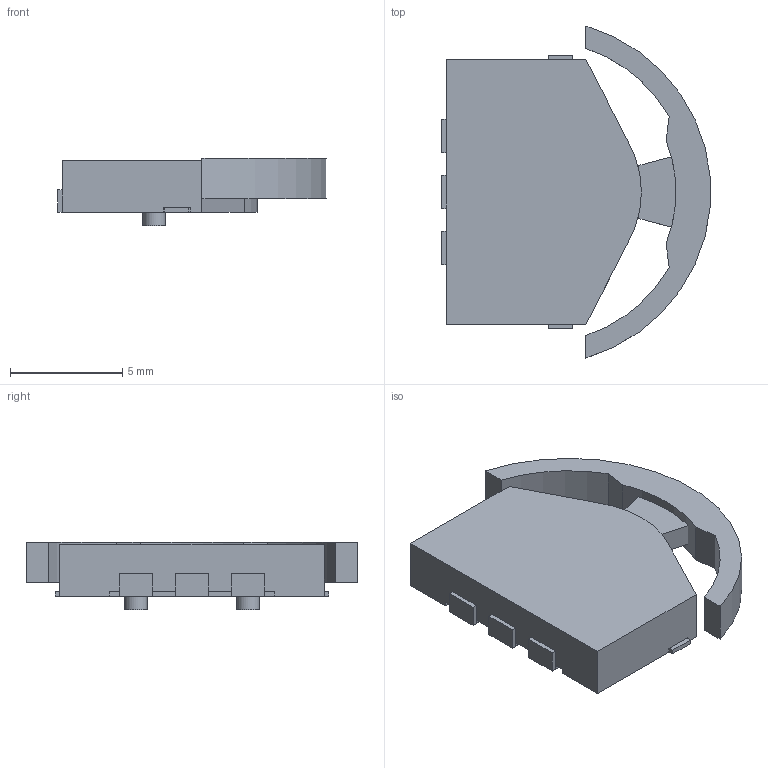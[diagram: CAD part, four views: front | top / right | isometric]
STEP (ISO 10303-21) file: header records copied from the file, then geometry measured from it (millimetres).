
FILE_DESCRIPTION(/* description */ (''),/* implementation_level */ '2;1');
FILE_NAME(/* name */ 'COM-08184 v2.step',/* time_stamp */ '2022-07-01T14:32:53-07:00',/* author */ (''),/* organization */ (''),/* preprocessor_version */ 'ST-DEVELOPER v19',/* originating_system */ 'Autodesk Translation Framework v11.7.0.108',/* authorisation */ '');
FILE_SCHEMA (('AUTOMOTIVE_DESIGN { 1 0 10303 214 3 1 1 }'));
Length unit declared in the file: millimetre
Products named in the file (1): COM-08184
Bounding box: 11.97 x 14.8 x 3 mm (x, y, z)
Volume: 251 mm3; surface area: 433.9 mm2
Topology: 13 solids, 13 shells, 90 faces, 192 edges, 128 vertices
Faces by surface type: plane 81, cylinder 9
Full cylindrical faces by diameter (mm): 1 x2
Entity records: 2436 total; most frequent: CARTESIAN_POINT 411, DIRECTION 392, ORIENTED_EDGE 384, EDGE_CURVE 192, LINE 174, VECTOR 174, VERTEX_POINT 128, AXIS2_PLACEMENT_3D 109
